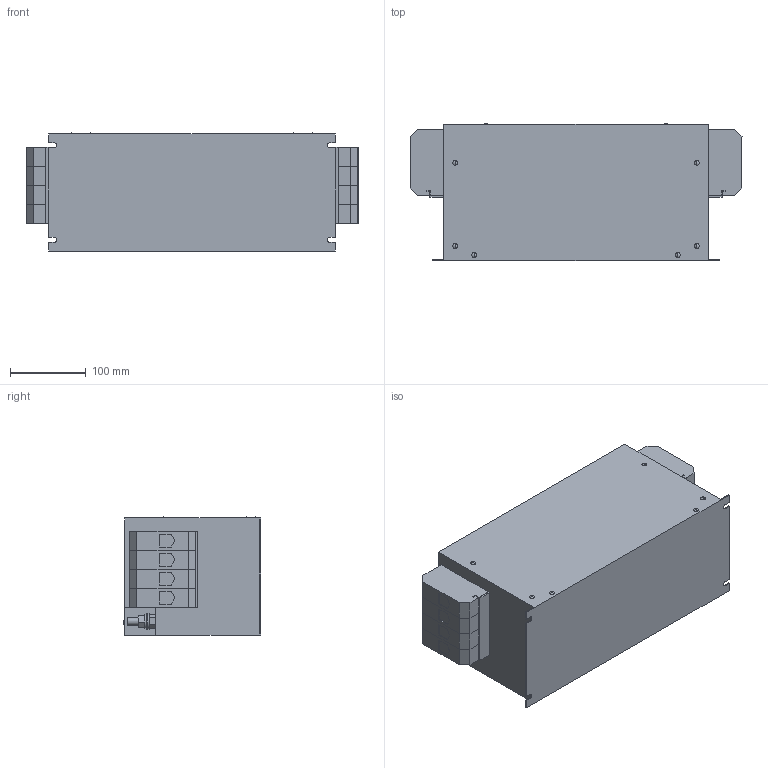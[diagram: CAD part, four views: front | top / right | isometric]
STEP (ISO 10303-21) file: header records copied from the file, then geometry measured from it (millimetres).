
FILE_DESCRIPTION (( 'STEP AP214' ), '1' );
FILE_NAME ('199792.STEP', '2024-03-21T14:18:46', ( '' ), ( '' ), 'SwSTEP 2.0', 'SolidWorks 2022', '' );
FILE_SCHEMA (( 'AUTOMOTIVE_DESIGN' ));
Length unit declared in the file: millimetre
Products named in the file (1): 199792
Bounding box: 439.6 x 181.47 x 156.37 mm (x, y, z)
Volume: 10479755.3 mm3; surface area: 341791.8 mm2
Topology: 1 solids, 17 shells, 455 faces, 1088 edges, 712 vertices
Faces by surface type: plane 363, cylinder 44, bspline 32, sphere 16
Entity records: 13348 total; most frequent: CARTESIAN_POINT 2936, ORIENTED_EDGE 2176, DIRECTION 2016, EDGE_CURVE 1088, VECTOR 880, LINE 880, VERTEX_POINT 712, AXIS2_PLACEMENT_3D 568
